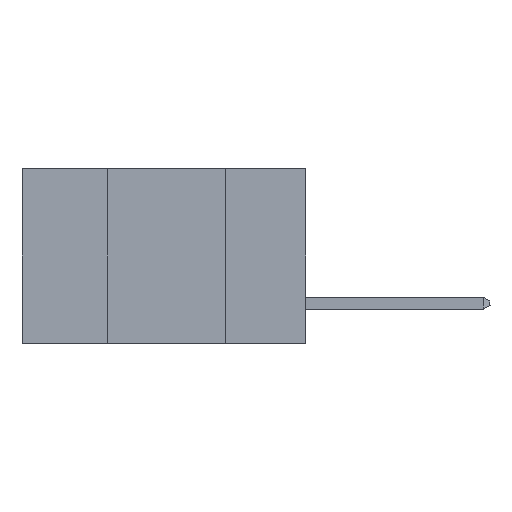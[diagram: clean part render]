
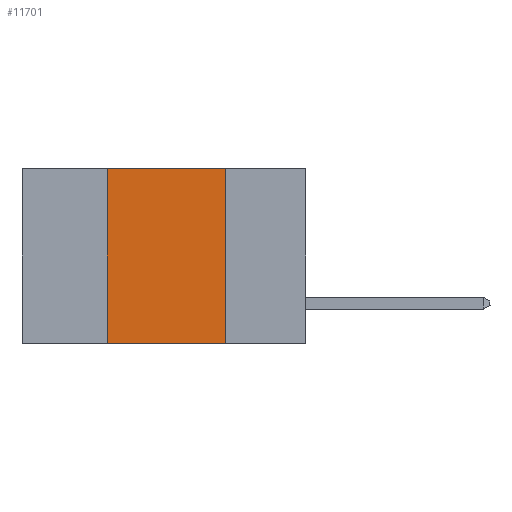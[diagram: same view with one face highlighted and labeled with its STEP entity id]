
A CAD part, left-side view. The second image highlights one B-rep face of the part: STEP entity #11701.
In plain terms, the highlighted planar face has unit normal (-1, 0, 0).
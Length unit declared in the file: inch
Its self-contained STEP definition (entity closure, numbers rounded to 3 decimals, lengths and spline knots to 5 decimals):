
#262 = DIRECTION ( 'NONE',  ( 1., 0., 0. ) ) ;
#371 = VECTOR ( 'NONE', #3802, 39.37008 ) ;
#461 = CARTESIAN_POINT ( 'NONE',  ( 0., 0.42, 0. ) ) ;
#848 = ORIENTED_EDGE ( 'NONE', *, *, #4704, .F. ) ;
#1091 = CARTESIAN_POINT ( 'NONE',  ( 0., 0.6, 0. ) ) ;
#1099 = LINE ( 'NONE', #11508, #371 ) ;
#1435 = DIRECTION ( 'NONE',  ( 0., -1., 0. ) ) ;
#1483 = AXIS2_PLACEMENT_3D ( 'NONE', #1091, #262, #7889 ) ;
#1487 = VERTEX_POINT ( 'NONE', #1779 ) ;
#1578 = CARTESIAN_POINT ( 'NONE',  ( 0., 0.17, -0.37 ) ) ;
#1779 = CARTESIAN_POINT ( 'NONE',  ( 0., 0.17, 0. ) ) ;
#2214 = PLANE ( 'NONE',  #1483 ) ;
#2310 = VECTOR ( 'NONE', #4341, 39.37008 ) ;
#2748 = LINE ( 'NONE', #4476, #8870 ) ;
#3652 = VERTEX_POINT ( 'NONE', #461 ) ;
#3662 = DIRECTION ( 'NONE',  ( 0., -1., 0. ) ) ;
#3802 = DIRECTION ( 'NONE',  ( 0., 0., -1. ) ) ;
#4341 = DIRECTION ( 'NONE',  ( 0., 0., 1. ) ) ;
#4476 = CARTESIAN_POINT ( 'NONE',  ( 0., 0.6, -0.37 ) ) ;
#4704 = EDGE_CURVE ( 'NONE', #1487, #12114, #1099, .T. ) ;
#5719 = VERTEX_POINT ( 'NONE', #6418 ) ;
#6231 = ORIENTED_EDGE ( 'NONE', *, *, #12130, .F. ) ;
#6418 = CARTESIAN_POINT ( 'NONE',  ( 0., 0.42, -0.37 ) ) ;
#6732 = LINE ( 'NONE', #9396, #7595 ) ;
#7595 = VECTOR ( 'NONE', #3662, 39.37008 ) ;
#7889 = DIRECTION ( 'NONE',  ( 0., 0., -1. ) ) ;
#8261 = EDGE_LOOP ( 'NONE', ( #848, #6231, #11371, #10579 ) ) ;
#8870 = VECTOR ( 'NONE', #1435, 39.37008 ) ;
#9396 = CARTESIAN_POINT ( 'NONE',  ( 0., 0.6, 0. ) ) ;
#9400 = EDGE_CURVE ( 'NONE', #5719, #12114, #2748, .T. ) ;
#9944 = CARTESIAN_POINT ( 'NONE',  ( 0., 0.42, 0. ) ) ;
#9953 = EDGE_CURVE ( 'NONE', #5719, #3652, #12283, .T. ) ;
#10579 = ORIENTED_EDGE ( 'NONE', *, *, #9400, .T. ) ;
#11251 = FACE_OUTER_BOUND ( 'NONE', #8261, .T. ) ;
#11371 = ORIENTED_EDGE ( 'NONE', *, *, #9953, .F. ) ;
#11508 = CARTESIAN_POINT ( 'NONE',  ( 0., 0.17, 0. ) ) ;
#11701 = ADVANCED_FACE ( 'NONE', ( #11251 ), #2214, .F. ) ;
#12114 = VERTEX_POINT ( 'NONE', #1578 ) ;
#12130 = EDGE_CURVE ( 'NONE', #3652, #1487, #6732, .T. ) ;
#12283 = LINE ( 'NONE', #9944, #2310 ) ;
